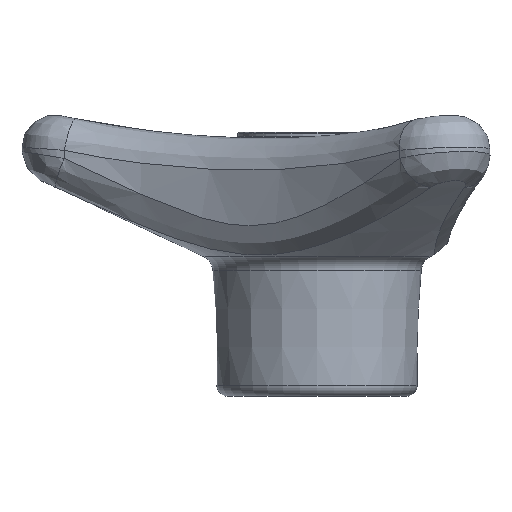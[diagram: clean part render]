
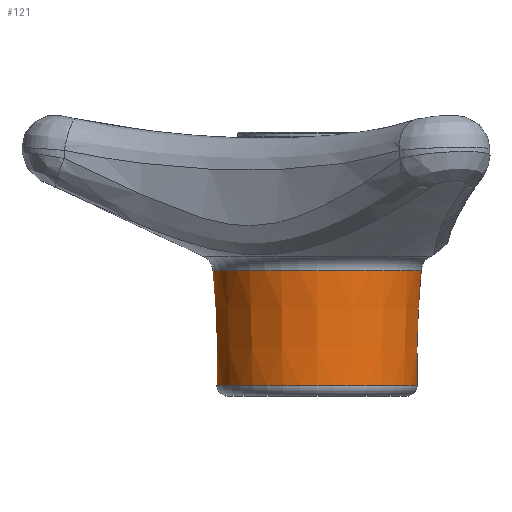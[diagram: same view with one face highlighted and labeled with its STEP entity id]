
A CAD part, left-side view. The second image highlights one B-rep face of the part: STEP entity #121.
In plain terms, the highlighted conical face has half-angle 2.04 degrees and reference radius 18.6 mm.
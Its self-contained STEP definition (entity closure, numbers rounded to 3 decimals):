
#121 = ADVANCED_FACE( '', ( #254, #255 ), #256, .T. );
#254 = FACE_BOUND( '', #3805, .T. );
#255 = FACE_OUTER_BOUND( '', #3806, .T. );
#256 = CONICAL_SURFACE( '', #3807, 18.6, 0.036 );
#3805 = EDGE_LOOP( '', ( #4183 ) );
#3806 = EDGE_LOOP( '', ( #4184 ) );
#3807 = AXIS2_PLACEMENT_3D( '', #4185, #4186, #4187 );
#4183 = ORIENTED_EDGE( '', *, *, #4264, .T. );
#4184 = ORIENTED_EDGE( '', *, *, #4278, .T. );
#4185 = CARTESIAN_POINT( '', ( 0., 0., 0. ) );
#4186 = DIRECTION( '', ( 0., 0., 1. ) );
#4187 = DIRECTION( '', ( 1., 0., 0. ) );
#4264 = EDGE_CURVE( '', #4389, #4389, #4390, .F. );
#4278 = EDGE_CURVE( '', #4409, #4409, #4410, .F. );
#4389 = VERTEX_POINT( '', #5857 );
#4390 = CIRCLE( '', #5858, 18.669 );
#4409 = VERTEX_POINT( '', #6307 );
#4410 = CIRCLE( '', #6308, 19.435 );
#5857 = CARTESIAN_POINT( '', ( -18.669, 0., 1.929 ) );
#5858 = AXIS2_PLACEMENT_3D( '', #6539, #6540, #6541 );
#6307 = CARTESIAN_POINT( '', ( 19.435, 0., 23.433 ) );
#6308 = AXIS2_PLACEMENT_3D( '', #6554, #6555, #6556 );
#6539 = CARTESIAN_POINT( '', ( 0., 0., 1.929 ) );
#6540 = DIRECTION( '', ( 0., 0., -1. ) );
#6541 = DIRECTION( '', ( -1., 0., 0. ) );
#6554 = CARTESIAN_POINT( '', ( 0., 0., 23.433 ) );
#6555 = DIRECTION( '', ( 0., 0., 1. ) );
#6556 = DIRECTION( '', ( 1., 0., 0. ) );
